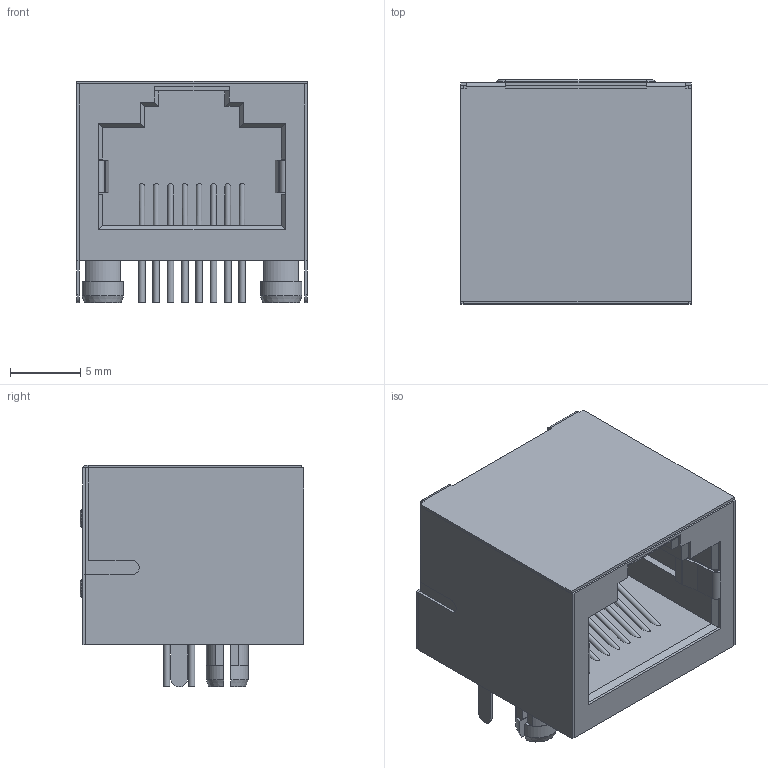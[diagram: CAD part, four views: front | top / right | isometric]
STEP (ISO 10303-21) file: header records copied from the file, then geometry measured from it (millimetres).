
FILE_DESCRIPTION(/* description */ ('STEP AP242','CAx-IF Rec.Pracs.---Representation and Presentation of Product Manufacturing Information (PMI)---4.0---2014-10-13','CAx-IF Rec.Pracs.---3D Tessellated Geometry---0.4---2014-09-14','2;1'),/* implementation_level */ '2;1');
FILE_NAME(/* name */ '683ef9217d68812269cb0155',/* time_stamp */ '2025-06-03T13:31:15Z',/* author */ (''),/* organization */ (''),/* preprocessor_version */ 'ST-DEVELOPER v20',/* originating_system */ 'ONSHAPE BY PTC INC, 1.198',/* authorisation */ ' ');
FILE_SCHEMA (('AP242_MANAGED_MODEL_BASED_3D_ENGINEERING_MIM_LF { 1 0 10303 442 1 1 4 }'));
Length unit declared in the file: metre
Products named in the file (20): RJ1~RJ45-TH_R-RJ45R08P-B000~RJ45-TH_L16.5-W15.8-H13.2~xjfG; RJ45-TH_R-RJ45R08P-B000~RJ45-TH_L16.5-W15.8-H13.2~xjfG
Assembly tree (19 placements, depth 2):
  RJ1~RJ45-TH_R-RJ45R08P-B000~RJ45-TH_L16.5-W15.8-H13.2~xjfG
    RJ45-TH_R-RJ45R08P-B000~RJ45-TH_L16.5-W15.8-H13.2~xjfG
    RJ45-TH_R-RJ45R08P-B000~RJ45-TH_L16.5-W15.8-H13.2~xjfG
    RJ45-TH_R-RJ45R08P-B000~RJ45-TH_L16.5-W15.8-H13.2~xjfG
    RJ45-TH_R-RJ45R08P-B000~RJ45-TH_L16.5-W15.8-H13.2~xjfG
    RJ45-TH_R-RJ45R08P-B000~RJ45-TH_L16.5-W15.8-H13.2~xjfG
    RJ45-TH_R-RJ45R08P-B000~RJ45-TH_L16.5-W15.8-H13.2~xjfG
    RJ45-TH_R-RJ45R08P-B000~RJ45-TH_L16.5-W15.8-H13.2~xjfG
    RJ45-TH_R-RJ45R08P-B000~RJ45-TH_L16.5-W15.8-H13.2~xjfG
    RJ45-TH_R-RJ45R08P-B000~RJ45-TH_L16.5-W15.8-H13.2~xjfG
    RJ45-TH_R-RJ45R08P-B000~RJ45-TH_L16.5-W15.8-H13.2~xjfG
    RJ45-TH_R-RJ45R08P-B000~RJ45-TH_L16.5-W15.8-H13.2~xjfG
    RJ45-TH_R-RJ45R08P-B000~RJ45-TH_L16.5-W15.8-H13.2~xjfG
    RJ45-TH_R-RJ45R08P-B000~RJ45-TH_L16.5-W15.8-H13.2~xjfG
    RJ45-TH_R-RJ45R08P-B000~RJ45-TH_L16.5-W15.8-H13.2~xjfG
    RJ45-TH_R-RJ45R08P-B000~RJ45-TH_L16.5-W15.8-H13.2~xjfG
    RJ45-TH_R-RJ45R08P-B000~RJ45-TH_L16.5-W15.8-H13.2~xjfG
    RJ45-TH_R-RJ45R08P-B000~RJ45-TH_L16.5-W15.8-H13.2~xjfG
    RJ45-TH_R-RJ45R08P-B000~RJ45-TH_L16.5-W15.8-H13.2~xjfG
    RJ45-TH_R-RJ45R08P-B000~RJ45-TH_L16.5-W15.8-H13.2~xjfG
Bounding box: 16.45 x 15.95 x 15.8 mm (x, y, z)
Volume: 2165.5 mm3; surface area: 3787.3 mm2
Topology: 19 solids, 19 shells, 524 faces, 1331 edges, 878 vertices
Faces by surface type: plane 350, bspline 108, cylinder 54, torus 8, cone 4
Full cylindrical faces by diameter (mm): 0.4 x8, 0.46 x8
Entity records: 20426 total; most frequent: CARTESIAN_POINT 4718, ORIENTED_EDGE 2614, DIRECTION 2092, EDGE_CURVE 1307, LINE 956, VECTOR 956, VERTEX_POINT 870, EDGE_LOOP 589
